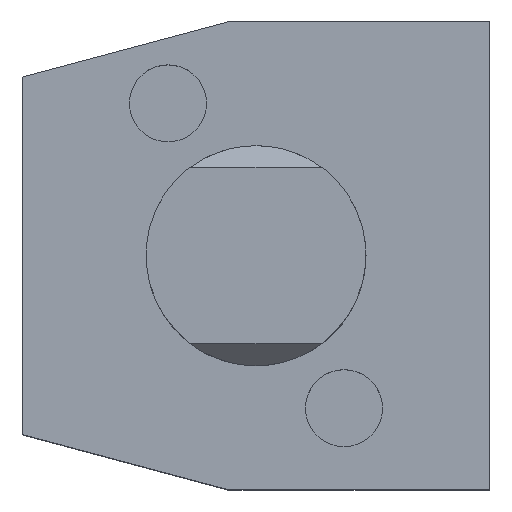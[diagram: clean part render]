
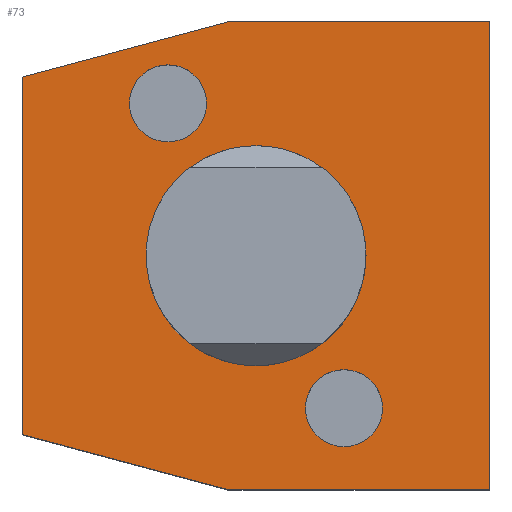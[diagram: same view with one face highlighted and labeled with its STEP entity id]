
A CAD part, top view. The second image highlights one B-rep face of the part: STEP entity #73.
In plain terms, the highlighted planar face has unit normal (0, 0, 1).
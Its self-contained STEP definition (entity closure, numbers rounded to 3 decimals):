
#40=FACE_BOUND('',#157,.T.);
#41=FACE_BOUND('',#158,.T.);
#42=FACE_BOUND('',#159,.T.);
#43=FACE_BOUND('',#160,.T.);
#50=CIRCLE('',#613,20.);
#51=CIRCLE('',#616,7.);
#52=CIRCLE('',#617,7.);
#73=ADVANCED_FACE('',(#40,#41,#42,#43),#102,.F.);
#102=PLANE('',#618);
#157=EDGE_LOOP('',(#258));
#158=EDGE_LOOP('',(#259));
#159=EDGE_LOOP('',(#260));
#160=EDGE_LOOP('',(#261,#262,#263,#264,#265,#266));
#258=ORIENTED_EDGE('',*,*,#422,.F.);
#259=ORIENTED_EDGE('',*,*,#423,.F.);
#260=ORIENTED_EDGE('',*,*,#420,.T.);
#261=ORIENTED_EDGE('',*,*,#407,.F.);
#262=ORIENTED_EDGE('',*,*,#424,.F.);
#263=ORIENTED_EDGE('',*,*,#381,.F.);
#264=ORIENTED_EDGE('',*,*,#392,.F.);
#265=ORIENTED_EDGE('',*,*,#395,.F.);
#266=ORIENTED_EDGE('',*,*,#398,.F.);
#329=VERTEX_POINT('',#817);
#330=VERTEX_POINT('',#819);
#339=VERTEX_POINT('',#840);
#341=VERTEX_POINT('',#847);
#343=VERTEX_POINT('',#853);
#350=VERTEX_POINT('',#869);
#359=VERTEX_POINT('',#898);
#360=VERTEX_POINT('',#903);
#361=VERTEX_POINT('',#905);
#381=EDGE_CURVE('',#329,#330,#452,.T.);
#392=EDGE_CURVE('',#339,#329,#463,.T.);
#395=EDGE_CURVE('',#341,#339,#466,.T.);
#398=EDGE_CURVE('',#343,#341,#469,.T.);
#407=EDGE_CURVE('',#350,#343,#478,.T.);
#420=EDGE_CURVE('',#359,#359,#50,.T.);
#422=EDGE_CURVE('',#360,#360,#51,.T.);
#423=EDGE_CURVE('',#361,#361,#52,.T.);
#424=EDGE_CURVE('',#330,#350,#488,.T.);
#452=LINE('',#818,#514);
#463=LINE('',#841,#525);
#466=LINE('',#846,#528);
#469=LINE('',#852,#531);
#478=LINE('',#870,#540);
#488=LINE('',#906,#550);
#514=VECTOR('',#662,1.);
#525=VECTOR('',#677,1.);
#528=VECTOR('',#682,1.);
#531=VECTOR('',#687,1.);
#540=VECTOR('',#698,1.);
#550=VECTOR('',#738,1.);
#613=AXIS2_PLACEMENT_3D('',#897,#727,#728);
#616=AXIS2_PLACEMENT_3D('',#902,#734,#735);
#617=AXIS2_PLACEMENT_3D('',#904,#736,#737);
#618=AXIS2_PLACEMENT_3D('',#907,#739,#740);
#662=DIRECTION('',(-1.,0.,0.));
#677=DIRECTION('',(0.,-1.,0.));
#682=DIRECTION('',(1.,0.,0.));
#687=DIRECTION('',(0.966,0.259,0.));
#698=DIRECTION('',(0.,1.,0.));
#727=DIRECTION('',(0.,0.,-1.));
#728=DIRECTION('',(1.,0.,0.));
#734=DIRECTION('',(0.,0.,1.));
#735=DIRECTION('',(0.,-1.,0.));
#736=DIRECTION('',(0.,0.,1.));
#737=DIRECTION('',(0.,-1.,0.));
#738=DIRECTION('',(-0.966,0.259,0.));
#739=DIRECTION('',(0.,0.,-1.));
#740=DIRECTION('',(-1.,0.,0.));
#817=CARTESIAN_POINT('',(42.5,-42.5,0.));
#818=CARTESIAN_POINT('',(42.5,-42.5,0.));
#819=CARTESIAN_POINT('',(-5.179,-42.5,0.));
#840=CARTESIAN_POINT('',(42.5,42.5,0.));
#841=CARTESIAN_POINT('',(42.5,42.5,0.));
#846=CARTESIAN_POINT('',(-5.179,42.5,0.));
#847=CARTESIAN_POINT('',(-5.179,42.5,0.));
#852=CARTESIAN_POINT('',(-42.5,32.5,0.));
#853=CARTESIAN_POINT('',(-42.5,32.5,0.));
#869=CARTESIAN_POINT('',(-42.5,-32.5,0.));
#870=CARTESIAN_POINT('',(-42.5,-32.5,0.));
#897=CARTESIAN_POINT('',(0.,0.,0.));
#898=CARTESIAN_POINT('',(20.,0.,0.));
#902=CARTESIAN_POINT('',(16.,-27.713,0.));
#903=CARTESIAN_POINT('',(16.,-34.713,0.));
#904=CARTESIAN_POINT('',(-16.,27.713,0.));
#905=CARTESIAN_POINT('',(-16.,20.713,0.));
#906=CARTESIAN_POINT('',(-42.5,-32.5,0.));
#907=CARTESIAN_POINT('',(-42.5,42.5,0.));
